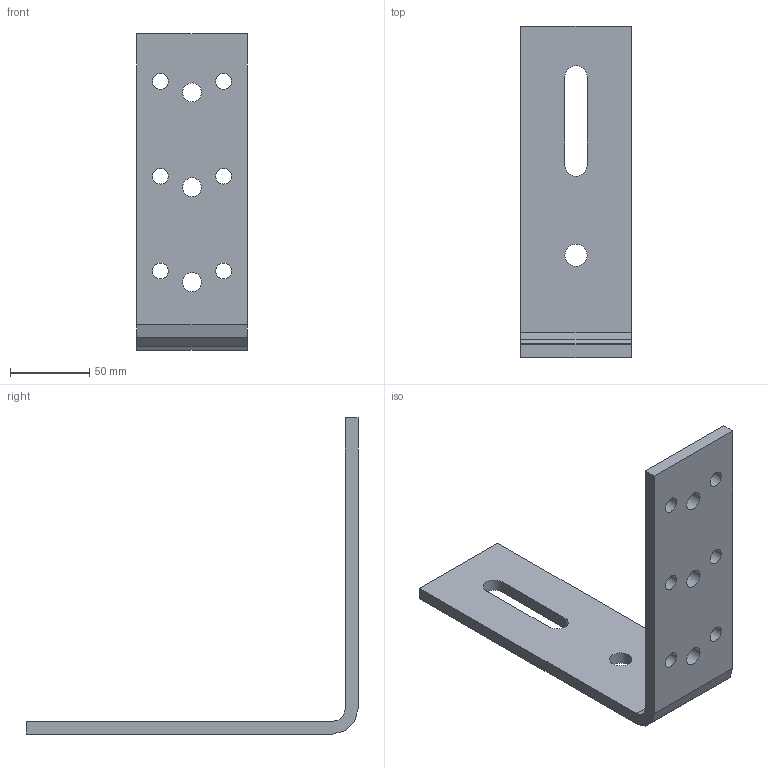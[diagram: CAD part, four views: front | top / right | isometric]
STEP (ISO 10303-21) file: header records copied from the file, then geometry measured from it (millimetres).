
FILE_DESCRIPTION(('Open CASCADE Model'),'2;1');
FILE_NAME('Open CASCADE Shape Model','2024-12-09T07:03:46',('Author'),( 'Open CASCADE'),'Open CASCADE STEP processor 7.3','Open CASCADE 7.3' ,'Unknown');
FILE_SCHEMA(('AUTOMOTIVE_DESIGN { 1 0 10303 214 1 1 1 1 }'));
Length unit declared in the file: millimetre
Products named in the file (1): product-f00b6e55-1b05-4102-a667-211460d25e5d-body 1
Bounding box: 70 x 210 x 200 mm (x, y, z)
Volume: 206540.7 mm3; surface area: 63192.5 mm2
Topology: 1 solids, 1 shells, 28 faces, 78 edges, 52 vertices
Faces by surface type: plane 16, cylinder 12
Full cylindrical faces by diameter (mm): 10 x6, 12 x3, 14 x1
Entity records: 1962 total; most frequent: CARTESIAN_POINT 435, DIRECTION 256, ORIENTED_EDGE 156, PCURVE 156, DEFINITIONAL_REPRESENTATION 156, LINE 138, VECTOR 138, EDGE_CURVE 78
